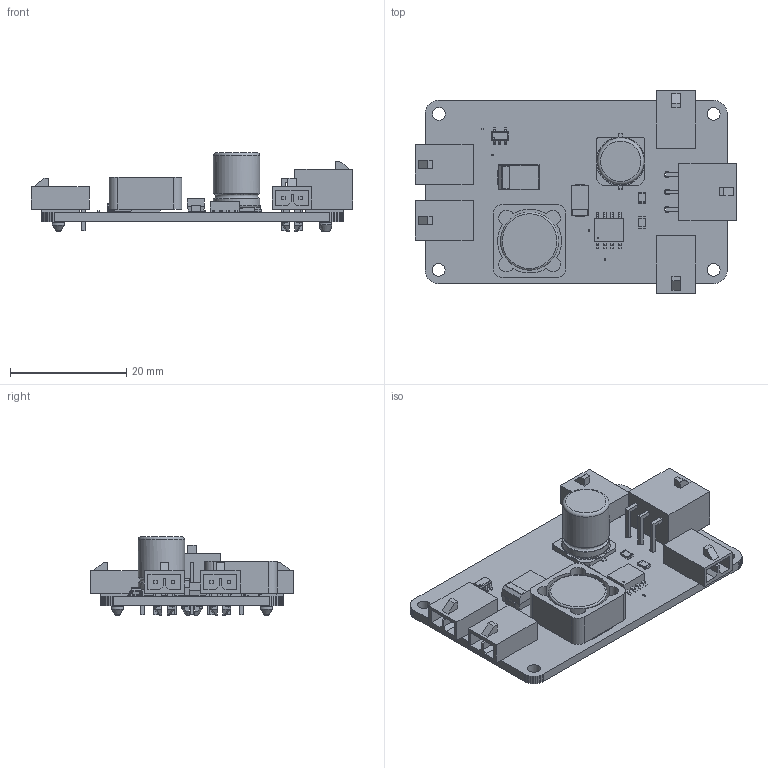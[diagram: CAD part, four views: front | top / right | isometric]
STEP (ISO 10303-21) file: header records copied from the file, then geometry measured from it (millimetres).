
FILE_DESCRIPTION(('KiCad electronic assembly'),'2;1');
FILE_NAME('Power Distribution Board.step','2023-04-13T00:16:26',( 'Pcbnew'),('Kicad'),'Open CASCADE STEP processor 7.6', 'KiCad to STEP converter','Unknown');
FILE_SCHEMA(('AUTOMOTIVE_DESIGN { 1 0 10303 214 1 1 1 1 }'));
Length unit declared in the file: millimetre
Products named in the file (22): Power Distribution Board 1; R_0805_2012Metric; SOLID; SMA_DIO; COMPOUND; C_01005_0402Metric; 2157601002; TLV71333PDBVR; 2125280601; 21-0041B_8_MXM; L_Bourns_SRR1260; CP_EIA-7343-31_Kemet-D; C_Elec_8x10.2; PCB
Assembly tree (28 placements, depth 3):
  Power Distribution Board 1
    R_0805_2012Metric  x2
      SOLID
    SMA_DIO
      COMPOUND
    C_01005_0402Metric  x4
      SOLID
    2157601002  x4
      SOLID
    TLV71333PDBVR
      COMPOUND
    2125280601
      COMPOUND
    21-0041B_8_MXM
      COMPOUND
    L_Bourns_SRR1260
      SOLID
    CP_EIA-7343-31_Kemet-D
      SOLID
    C_Elec_8x10.2
      COMPOUND
    PCB
Bounding box: 55.19 x 34.85 x 13.49 mm (x, y, z)
Volume: 5312.2 mm3; surface area: 7985.2 mm2
Topology: 37 solids, 37 shells, 1067 faces, 2718 edges, 1801 vertices
Faces by surface type: plane 804, cylinder 222, bspline 15, cone 10, sphere 8, torus 7, revolution 1
Full cylindrical faces by diameter (mm): 0.02 x1, 0.199 x1, 0.3 x9, 1.016 x6, 1.02 x8, 2.2 x4, 3 x5, 8 x2, 10 x1
Entity records: 54469 total; most frequent: CARTESIAN_POINT 13645, DIRECTION 7132, LINE 4807, VECTOR 4807, ORIENTED_EDGE 3740, PCURVE 3740, DEFINITIONAL_REPRESENTATION 3740, EDGE_CURVE 1870
